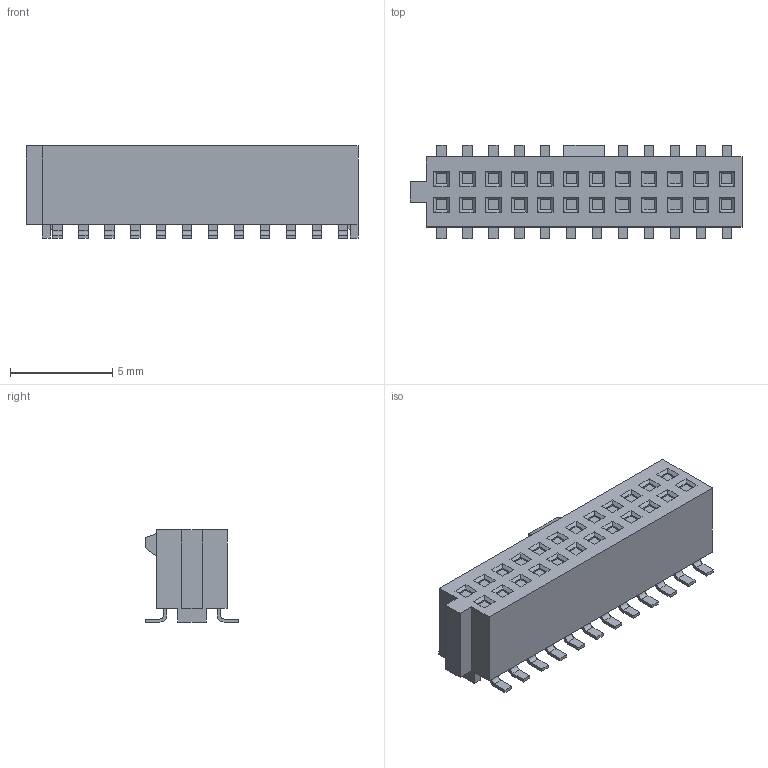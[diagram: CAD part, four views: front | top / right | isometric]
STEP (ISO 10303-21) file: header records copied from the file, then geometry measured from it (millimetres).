
FILE_DESCRIPTION(('FreeCAD Model'),'2;1');
FILE_NAME('Open CASCADE Shape Model','2025-11-14T08:54:31',(''),(''), 'Open CASCADE STEP processor 7.8','FreeCAD','Unknown');
FILE_SCHEMA(('AP242_MANAGED_MODEL_BASED_3D_ENGINEERING_MIM_LF. {1 0 10303 442 1 1 4 }'));
Length unit declared in the file: millimetre
Products named in the file (1): 0781202407
Bounding box: 16.25 x 4.59 x 4.51 mm (x, y, z)
Volume: 205.7 mm3; surface area: 335.9 mm2
Topology: 1 solids, 1 shells, 857 faces, 2330 edges, 1520 vertices
Faces by surface type: plane 809, cylinder 48
Entity records: 63758 total; most frequent: CARTESIAN_POINT 9656, DIRECTION 8754, LINE 6798, VECTOR 6798, ORIENTED_EDGE 4660, PCURVE 4660, DEFINITIONAL_REPRESENTATION 4660, EDGE_CURVE 2330
